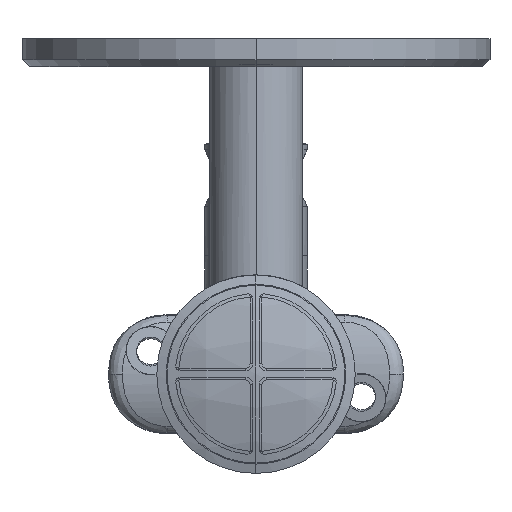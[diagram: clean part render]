
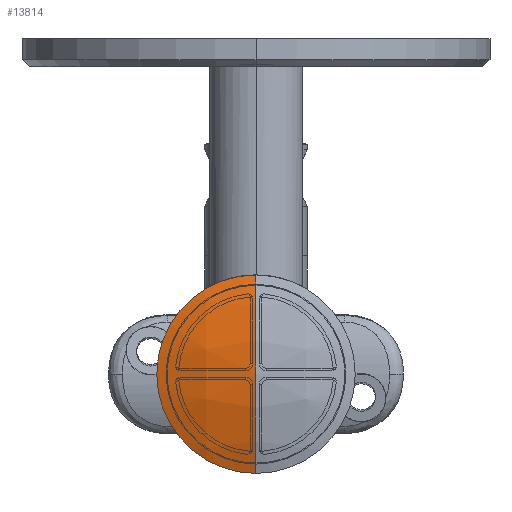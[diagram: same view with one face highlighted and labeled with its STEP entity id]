
A CAD part, front view. The second image highlights one B-rep face of the part: STEP entity #13814.
In plain terms, the highlighted spherical face has radius 58.18 mm.
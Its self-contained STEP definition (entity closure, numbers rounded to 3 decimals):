
#2462 = DIRECTION ( 'NONE',  ( 0., -1., 0. ) ) ;
#3246 = CARTESIAN_POINT ( 'NONE',  ( -7., 0., 0. ) ) ;
#4096 = EDGE_CURVE ( 'NONE', #22401, #14567, #17747, .T. ) ;
#4276 = DIRECTION ( 'NONE',  ( 0., 0., 1. ) ) ;
#5588 = AXIS2_PLACEMENT_3D ( 'NONE', #6475, #8684, #4276 ) ;
#6475 = CARTESIAN_POINT ( 'NONE',  ( -3., 0., 0. ) ) ;
#7437 = CIRCLE ( 'NONE', #9323, 58.18 ) ;
#7993 = CIRCLE ( 'NONE', #27198, 58.18 ) ;
#8684 = DIRECTION ( 'NONE',  ( -1., 0., 0. ) ) ;
#8828 = CARTESIAN_POINT ( 'NONE',  ( 51.18, 0., 0. ) ) ;
#9323 = AXIS2_PLACEMENT_3D ( 'NONE', #24671, #16702, #22630 ) ;
#10602 = EDGE_CURVE ( 'NONE', #14567, #21813, #7437, .T. ) ;
#10703 = EDGE_LOOP ( 'NONE', ( #15520, #28910, #13049 ) ) ;
#11406 = DIRECTION ( 'NONE',  ( 0., 0., -1. ) ) ;
#13049 = ORIENTED_EDGE ( 'NONE', *, *, #15606, .F. ) ;
#13657 = DIRECTION ( 'NONE',  ( 0., 1., 0. ) ) ;
#13814 = ADVANCED_FACE ( 'NONE', ( #18341 ), #28943, .T. ) ;
#14567 = VERTEX_POINT ( 'NONE', #19767 ) ;
#15520 = ORIENTED_EDGE ( 'NONE', *, *, #4096, .T. ) ;
#15606 = EDGE_CURVE ( 'NONE', #22401, #21813, #7993, .T. ) ;
#16194 = CARTESIAN_POINT ( 'NONE',  ( -3., 0., 21.2 ) ) ;
#16702 = DIRECTION ( 'NONE',  ( 0., 1., 0. ) ) ;
#17747 = CIRCLE ( 'NONE', #5588, 21.2 ) ;
#18341 = FACE_OUTER_BOUND ( 'NONE', #10703, .T. ) ;
#19767 = CARTESIAN_POINT ( 'NONE',  ( -3., 0., -21.2 ) ) ;
#21813 = VERTEX_POINT ( 'NONE', #3246 ) ;
#22401 = VERTEX_POINT ( 'NONE', #16194 ) ;
#22619 = DIRECTION ( 'NONE',  ( 0., 0., 1. ) ) ;
#22630 = DIRECTION ( 'NONE',  ( 0., 0., 1. ) ) ;
#24671 = CARTESIAN_POINT ( 'NONE',  ( 51.18, 0., 0. ) ) ;
#26966 = CARTESIAN_POINT ( 'NONE',  ( 51.18, 0., 0. ) ) ;
#27198 = AXIS2_PLACEMENT_3D ( 'NONE', #26966, #2462, #11406 ) ;
#28748 = AXIS2_PLACEMENT_3D ( 'NONE', #8828, #13657, #22619 ) ;
#28910 = ORIENTED_EDGE ( 'NONE', *, *, #10602, .T. ) ;
#28943 = SPHERICAL_SURFACE ( 'NONE', #28748, 58.18 ) ;
